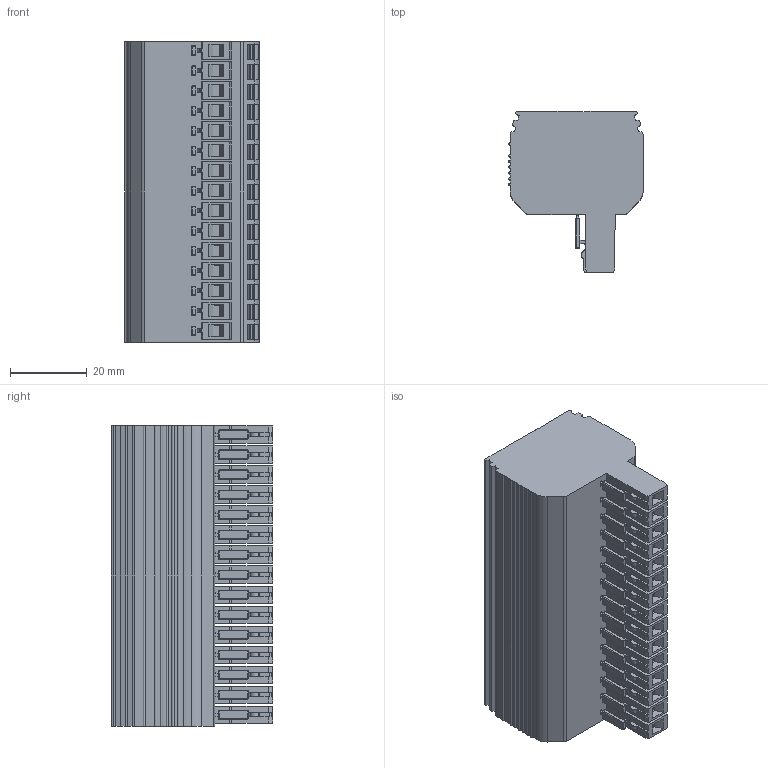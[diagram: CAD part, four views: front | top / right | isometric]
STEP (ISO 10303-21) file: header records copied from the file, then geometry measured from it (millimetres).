
FILE_DESCRIPTION (( 'STEP AP214' ), '1' );
FILE_NAME ('310569_SG_PT 2.5DB_15_Grey.STEP', '2017-10-02T05:11:39', ( '' ), ( '' ), 'SwSTEP 2.0', 'SolidWorks 2017', '' );
FILE_SCHEMA (( 'AUTOMOTIVE_DESIGN' ));
Length unit declared in the file: millimetre
Products named in the file (1): 310569_SG_PT 2.5DB_15_Grey
Bounding box: 34.9 x 41.9 x 78 mm (x, y, z)
Volume: 74680.6 mm3; surface area: 20011.3 mm2
Topology: 1 solids, 1 shells, 2514 faces, 6837 edges, 4338 vertices
Faces by surface type: plane 1601, cylinder 793, sphere 120
Entity records: 77791 total; most frequent: CARTESIAN_POINT 13795, ORIENTED_EDGE 13434, DIRECTION 13273, EDGE_CURVE 6717, LINE 5041, VECTOR 5041, VERTEX_POINT 4338, AXIS2_PLACEMENT_3D 4116
